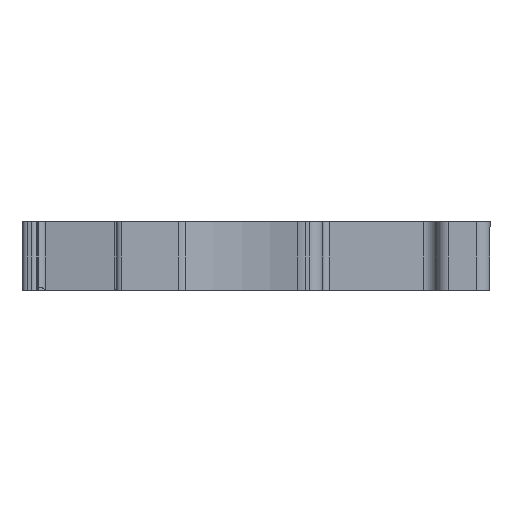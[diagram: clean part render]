
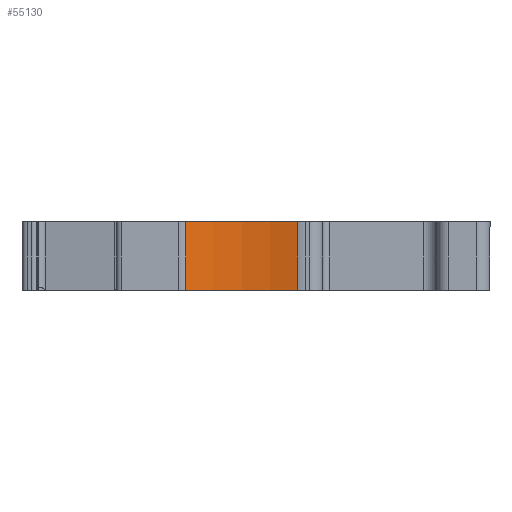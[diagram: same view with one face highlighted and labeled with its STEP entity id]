
A CAD part, left-side view. The second image highlights one B-rep face of the part: STEP entity #55130.
In plain terms, the highlighted cylindrical face has radius 15 mm (diameter 30 mm), a partial arc.
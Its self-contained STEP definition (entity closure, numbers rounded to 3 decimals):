
#5900=CARTESIAN_POINT('',(-2.918,17.036,
-5.15));
#5910=VERTEX_POINT('',#5900);
#5940=CARTESIAN_POINT('',(-16.685,11.081,
-5.15));
#5950=DIRECTION('',(0.,0.,1.));
#5960=DIRECTION('',(0.993,0.122,
0.));
#5970=AXIS2_PLACEMENT_3D('',#5940,#5950,#5960);
#5980=CIRCLE('',#5970,15.);
#5990=CARTESIAN_POINT('',(-1.886,8.634,
-5.15));
#6000=VERTEX_POINT('',#5990);
#6010=EDGE_CURVE('',#6000,#5910,#5980,.T.);
#19010=CARTESIAN_POINT('',(-1.886,8.634,
0.));
#19020=VERTEX_POINT('',#19010);
#19050=CARTESIAN_POINT('',(-16.685,11.081,
0.));
#19060=DIRECTION('',(0.,0.,1.));
#19070=DIRECTION('',(0.993,0.122,
0.));
#19080=AXIS2_PLACEMENT_3D('',#19050,#19060,#19070);
#19090=CIRCLE('',#19080,15.);
#19100=CARTESIAN_POINT('',(-2.918,17.036,
0.));
#19110=VERTEX_POINT('',#19100);
#19120=EDGE_CURVE('',#19020,#19110,#19090,.T.);
#38210=CARTESIAN_POINT('',(-1.886,8.634,
0.));
#38220=DIRECTION('',(0.,0.,1.));
#38230=VECTOR('',#38220,1.);
#38240=LINE('',#38210,#38230);
#38250=EDGE_CURVE('',#6000,#19020,#38240,.T.);
#41210=CARTESIAN_POINT('',(-2.918,17.036,
-5.15));
#41220=DIRECTION('',(0.,0.,1.));
#41230=VECTOR('',#41220,1.);
#41240=LINE('',#41210,#41230);
#41250=EDGE_CURVE('',#5910,#19110,#41240,.T.);
#55020=CARTESIAN_POINT('',(-16.685,11.081,
-5.683));
#55030=DIRECTION('',(0.,0.,1.));
#55040=DIRECTION('',(0.993,0.122,
0.));
#55050=AXIS2_PLACEMENT_3D('',#55020,#55030,#55040);
#55060=CYLINDRICAL_SURFACE('',#55050,15.);
#55070=ORIENTED_EDGE('',*,*,#38250,.T.);
#55080=ORIENTED_EDGE('',*,*,#6010,.F.);
#55090=ORIENTED_EDGE('',*,*,#41250,.F.);
#55100=ORIENTED_EDGE('',*,*,#19120,.T.);
#55110=EDGE_LOOP('',(#55100,#55090,#55080,#55070));
#55120=FACE_OUTER_BOUND('',#55110,.T.);
#55130=ADVANCED_FACE('',(#55120),#55060,.F.);
